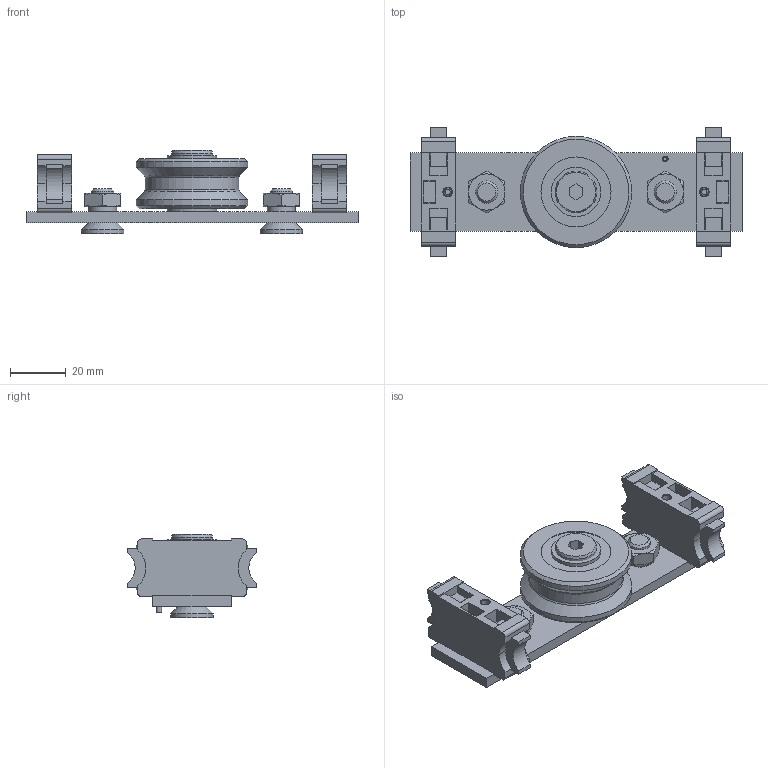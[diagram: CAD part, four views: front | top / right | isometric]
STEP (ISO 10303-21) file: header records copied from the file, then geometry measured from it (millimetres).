
FILE_DESCRIPTION(/* description */ ('STEP AP214'),/* implementation_level */ '2;1');
FILE_NAME(/* name */ '093CID14S119S01',/* time_stamp */ '2025-01-22T10:17:36+01:00',/* author */ ('License CC BY-ND 4.0'),/* organization */ ('CADENAS'),/* preprocessor_version */ 'ST-DEVELOPER v19.3',/* originating_system */ 'PARTsolutions',/* authorisation */ ' ');
FILE_SCHEMA (('AUTOMOTIVE_DESIGN {1 0 10303 214 3 1 1}'));
Length unit declared in the file: millimetre
Products named in the file (8): 093CID14S119S01; 093CID14S119S01_plate; 340ME566; 093CID14S119S01_cap; 093CA081119S01_screw; 093CID14S119S01_holder; 093CA081119S01_nut; 093CID14S119S01_screw_2
Assembly tree (12 placements, depth 2):
  093CID14S119S01
    093CID14S119S01_plate
    340ME566
    093CID14S119S01_cap
    093CA081119S01_screw  x3
    093CID14S119S01_holder  x2
    093CA081119S01_nut  x2
    093CID14S119S01_screw_2  x2
Bounding box: 119 x 46.4 x 29.8 mm (x, y, z)
Volume: 52644.9 mm3; surface area: 29331.6 mm2
Topology: 12 solids, 12 shells, 322 faces, 874 edges, 592 vertices
Faces by surface type: plane 184, cylinder 76, cone 52, torus 8, bspline 2
Full cylindrical faces by diameter (mm): 2.991 x2, 3.5 x2, 3.8 x2, 6.647 x2, 6.7 x2, 6.8 x1, 8 x3, 10 x2, 10.2 x3, 12 x1, 14.9 x2, 15.24 x3, 17.7 x2, 25.1 x2, 33.4 x1, 39.9 x2
Entity records: 5975 total; most frequent: CARTESIAN_POINT 1160, DIRECTION 966, ORIENTED_EDGE 882, EDGE_CURVE 441, AXIS2_PLACEMENT_3D 351, VERTEX_POINT 329, EDGE_LOOP 270, FACE_BOUND 270
